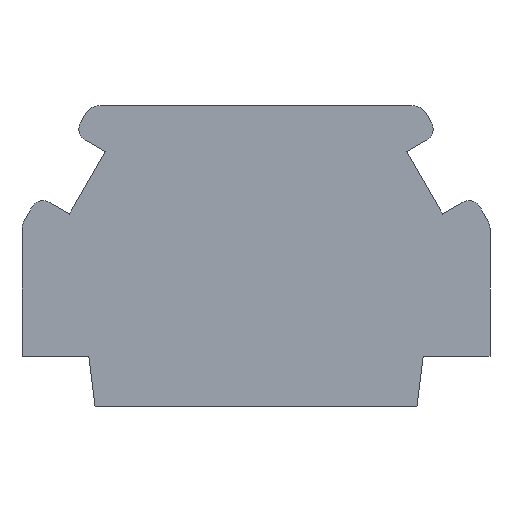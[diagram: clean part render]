
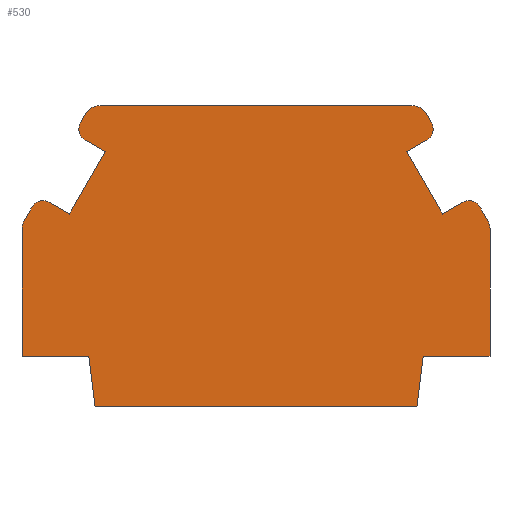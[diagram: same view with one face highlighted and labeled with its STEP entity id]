
A CAD part, front view. The second image highlights one B-rep face of the part: STEP entity #530.
In plain terms, the highlighted planar face has unit normal (0, -1, 0).
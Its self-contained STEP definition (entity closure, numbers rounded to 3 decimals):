
#28=CIRCLE('',#572,1.);
#29=CIRCLE('',#573,0.75);
#30=CIRCLE('',#574,0.75);
#31=CIRCLE('',#575,1.);
#32=CIRCLE('',#576,1.);
#33=CIRCLE('',#577,0.75);
#34=CIRCLE('',#578,0.75);
#35=CIRCLE('',#579,1.);
#44=ORIENTED_EDGE('',*,*,#200,.T.);
#45=ORIENTED_EDGE('',*,*,#201,.T.);
#46=ORIENTED_EDGE('',*,*,#202,.T.);
#47=ORIENTED_EDGE('',*,*,#203,.T.);
#48=ORIENTED_EDGE('',*,*,#204,.T.);
#49=ORIENTED_EDGE('',*,*,#205,.T.);
#50=ORIENTED_EDGE('',*,*,#206,.T.);
#51=ORIENTED_EDGE('',*,*,#207,.T.);
#52=ORIENTED_EDGE('',*,*,#208,.T.);
#53=ORIENTED_EDGE('',*,*,#209,.T.);
#54=ORIENTED_EDGE('',*,*,#210,.T.);
#55=ORIENTED_EDGE('',*,*,#211,.T.);
#56=ORIENTED_EDGE('',*,*,#212,.T.);
#57=ORIENTED_EDGE('',*,*,#213,.T.);
#58=ORIENTED_EDGE('',*,*,#214,.T.);
#59=ORIENTED_EDGE('',*,*,#215,.T.);
#60=ORIENTED_EDGE('',*,*,#216,.T.);
#61=ORIENTED_EDGE('',*,*,#217,.T.);
#62=ORIENTED_EDGE('',*,*,#218,.T.);
#63=ORIENTED_EDGE('',*,*,#219,.T.);
#64=ORIENTED_EDGE('',*,*,#220,.T.);
#65=ORIENTED_EDGE('',*,*,#221,.T.);
#66=ORIENTED_EDGE('',*,*,#222,.T.);
#67=ORIENTED_EDGE('',*,*,#223,.T.);
#68=ORIENTED_EDGE('',*,*,#224,.T.);
#69=ORIENTED_EDGE('',*,*,#225,.T.);
#200=EDGE_CURVE('',#278,#279,#330,.F.);
#201=EDGE_CURVE('',#279,#280,#28,.T.);
#202=EDGE_CURVE('',#280,#281,#331,.T.);
#203=EDGE_CURVE('',#281,#282,#29,.T.);
#204=EDGE_CURVE('',#282,#283,#332,.T.);
#205=EDGE_CURVE('',#283,#284,#333,.T.);
#206=EDGE_CURVE('',#284,#285,#334,.T.);
#207=EDGE_CURVE('',#285,#286,#30,.T.);
#208=EDGE_CURVE('',#286,#287,#335,.T.);
#209=EDGE_CURVE('',#287,#288,#31,.T.);
#210=EDGE_CURVE('',#288,#289,#336,.T.);
#211=EDGE_CURVE('',#289,#290,#337,.T.);
#212=EDGE_CURVE('',#290,#291,#338,.T.);
#213=EDGE_CURVE('',#291,#292,#339,.T.);
#214=EDGE_CURVE('',#292,#293,#340,.T.);
#215=EDGE_CURVE('',#293,#294,#341,.T.);
#216=EDGE_CURVE('',#294,#295,#342,.T.);
#217=EDGE_CURVE('',#295,#296,#32,.T.);
#218=EDGE_CURVE('',#296,#297,#343,.T.);
#219=EDGE_CURVE('',#297,#298,#33,.T.);
#220=EDGE_CURVE('',#298,#299,#344,.T.);
#221=EDGE_CURVE('',#299,#300,#345,.T.);
#222=EDGE_CURVE('',#300,#301,#346,.T.);
#223=EDGE_CURVE('',#301,#302,#34,.T.);
#224=EDGE_CURVE('',#302,#303,#347,.T.);
#225=EDGE_CURVE('',#303,#278,#35,.T.);
#278=VERTEX_POINT('',#770);
#279=VERTEX_POINT('',#771);
#280=VERTEX_POINT('',#773);
#281=VERTEX_POINT('',#775);
#282=VERTEX_POINT('',#777);
#283=VERTEX_POINT('',#779);
#284=VERTEX_POINT('',#781);
#285=VERTEX_POINT('',#783);
#286=VERTEX_POINT('',#785);
#287=VERTEX_POINT('',#787);
#288=VERTEX_POINT('',#789);
#289=VERTEX_POINT('',#791);
#290=VERTEX_POINT('',#793);
#291=VERTEX_POINT('',#795);
#292=VERTEX_POINT('',#797);
#293=VERTEX_POINT('',#799);
#294=VERTEX_POINT('',#801);
#295=VERTEX_POINT('',#803);
#296=VERTEX_POINT('',#805);
#297=VERTEX_POINT('',#807);
#298=VERTEX_POINT('',#809);
#299=VERTEX_POINT('',#811);
#300=VERTEX_POINT('',#813);
#301=VERTEX_POINT('',#815);
#302=VERTEX_POINT('',#817);
#303=VERTEX_POINT('',#819);
#330=LINE('',#769,#392);
#331=LINE('',#774,#393);
#332=LINE('',#778,#394);
#333=LINE('',#780,#395);
#334=LINE('',#782,#396);
#335=LINE('',#786,#397);
#336=LINE('',#790,#398);
#337=LINE('',#792,#399);
#338=LINE('',#794,#400);
#339=LINE('',#796,#401);
#340=LINE('',#798,#402);
#341=LINE('',#800,#403);
#342=LINE('',#802,#404);
#343=LINE('',#806,#405);
#344=LINE('',#810,#406);
#345=LINE('',#812,#407);
#346=LINE('',#814,#408);
#347=LINE('',#818,#409);
#392=VECTOR('',#619,1000.);
#393=VECTOR('',#622,1000.);
#394=VECTOR('',#625,1000.);
#395=VECTOR('',#626,1000.);
#396=VECTOR('',#627,1000.);
#397=VECTOR('',#630,1000.);
#398=VECTOR('',#633,1000.);
#399=VECTOR('',#634,1000.);
#400=VECTOR('',#635,1000.);
#401=VECTOR('',#636,1000.);
#402=VECTOR('',#637,1000.);
#403=VECTOR('',#638,1000.);
#404=VECTOR('',#639,1000.);
#405=VECTOR('',#642,1000.);
#406=VECTOR('',#645,1000.);
#407=VECTOR('',#646,1000.);
#408=VECTOR('',#647,1000.);
#409=VECTOR('',#650,1000.);
#454=EDGE_LOOP('',(#44,#45,#46,#47,#48,#49,#50,#51,#52,#53,#54,#55,#56,
#57,#58,#59,#60,#61,#62,#63,#64,#65,#66,#67,#68,#69));
#482=FACE_BOUND('',#454,.T.);
#510=PLANE('',#571);
#530=ADVANCED_FACE('',(#482),#510,.T.);
#571=AXIS2_PLACEMENT_3D('',#768,#617,#618);
#572=AXIS2_PLACEMENT_3D('',#772,#620,#621);
#573=AXIS2_PLACEMENT_3D('',#776,#623,#624);
#574=AXIS2_PLACEMENT_3D('',#784,#628,#629);
#575=AXIS2_PLACEMENT_3D('',#788,#631,#632);
#576=AXIS2_PLACEMENT_3D('',#804,#640,#641);
#577=AXIS2_PLACEMENT_3D('',#808,#643,#644);
#578=AXIS2_PLACEMENT_3D('',#816,#648,#649);
#579=AXIS2_PLACEMENT_3D('',#820,#651,#652);
#617=DIRECTION('',(0.,-1.,0.));
#618=DIRECTION('',(0.,0.,-1.));
#619=DIRECTION('',(1.,0.,0.));
#620=DIRECTION('',(0.,-1.,0.));
#621=DIRECTION('',(0.,0.,-1.));
#622=DIRECTION('',(-0.5,0.,-0.866));
#623=DIRECTION('',(0.,-1.,0.));
#624=DIRECTION('',(0.,0.,-1.));
#625=DIRECTION('',(0.866,0.,-0.5));
#626=DIRECTION('',(-0.5,0.,-0.866));
#627=DIRECTION('',(-0.866,0.,0.5));
#628=DIRECTION('',(0.,-1.,0.));
#629=DIRECTION('',(0.,0.,-1.));
#630=DIRECTION('',(-0.5,0.,-0.866));
#631=DIRECTION('',(0.,-1.,0.));
#632=DIRECTION('',(0.,0.,-1.));
#633=DIRECTION('',(0.,0.,-1.));
#634=DIRECTION('',(1.,0.,0.));
#635=DIRECTION('',(0.122,0.,-0.993));
#636=DIRECTION('',(1.,0.,0.));
#637=DIRECTION('',(0.122,0.,0.993));
#638=DIRECTION('',(1.,0.,0.));
#639=DIRECTION('',(0.,0.,1.));
#640=DIRECTION('',(0.,-1.,0.));
#641=DIRECTION('',(0.,0.,-1.));
#642=DIRECTION('',(-0.5,0.,0.866));
#643=DIRECTION('',(0.,-1.,0.));
#644=DIRECTION('',(0.,0.,-1.));
#645=DIRECTION('',(-0.866,0.,-0.5));
#646=DIRECTION('',(-0.5,0.,0.866));
#647=DIRECTION('',(0.866,0.,0.5));
#648=DIRECTION('',(0.,-1.,0.));
#649=DIRECTION('',(0.,0.,-1.));
#650=DIRECTION('',(-0.5,0.,0.866));
#651=DIRECTION('',(0.,-1.,0.));
#652=DIRECTION('',(0.,0.,-1.));
#768=CARTESIAN_POINT('',(0.,0.,0.));
#769=CARTESIAN_POINT('',(9.9,0.,12.7));
#770=CARTESIAN_POINT('',(9.323,0.,12.7));
#771=CARTESIAN_POINT('',(-9.323,0.,12.7));
#772=CARTESIAN_POINT('',(-9.323,0.,11.7));
#773=CARTESIAN_POINT('',(-10.189,0.,12.2));
#774=CARTESIAN_POINT('',(-10.875,0.,11.011));
#775=CARTESIAN_POINT('',(-10.5,0.,11.661));
#776=CARTESIAN_POINT('',(-9.85,0.,11.286));
#777=CARTESIAN_POINT('',(-10.225,0.,10.636));
#778=CARTESIAN_POINT('',(-9.99,0.,10.5));
#779=CARTESIAN_POINT('',(-9.013,0.,9.936));
#780=CARTESIAN_POINT('',(-11.388,0.,5.823));
#781=CARTESIAN_POINT('',(-11.163,0.,6.212));
#782=CARTESIAN_POINT('',(-13.025,0.,7.287));
#783=CARTESIAN_POINT('',(-12.375,0.,6.912));
#784=CARTESIAN_POINT('',(-12.75,0.,6.263));
#785=CARTESIAN_POINT('',(-13.4,0.,6.638));
#786=CARTESIAN_POINT('',(-14.,0.,5.599));
#787=CARTESIAN_POINT('',(-13.866,0.,5.831));
#788=CARTESIAN_POINT('',(-13.,0.,5.331));
#789=CARTESIAN_POINT('',(-14.,0.,5.331));
#790=CARTESIAN_POINT('',(-14.,0.,5.599));
#791=CARTESIAN_POINT('',(-14.,0.,-2.3));
#792=CARTESIAN_POINT('',(-14.,0.,-2.3));
#793=CARTESIAN_POINT('',(-10.,0.,-2.3));
#794=CARTESIAN_POINT('',(-10.,0.,-2.3));
#795=CARTESIAN_POINT('',(-9.632,0.,-5.3));
#796=CARTESIAN_POINT('',(-9.632,0.,-5.3));
#797=CARTESIAN_POINT('',(9.632,0.,-5.3));
#798=CARTESIAN_POINT('',(9.632,0.,-5.3));
#799=CARTESIAN_POINT('',(10.,0.,-2.3));
#800=CARTESIAN_POINT('',(14.,0.,-2.3));
#801=CARTESIAN_POINT('',(14.,0.,-2.3));
#802=CARTESIAN_POINT('',(14.,0.,5.599));
#803=CARTESIAN_POINT('',(14.,0.,5.331));
#804=CARTESIAN_POINT('',(13.,0.,5.331));
#805=CARTESIAN_POINT('',(13.866,0.,5.831));
#806=CARTESIAN_POINT('',(14.,0.,5.599));
#807=CARTESIAN_POINT('',(13.4,0.,6.638));
#808=CARTESIAN_POINT('',(12.75,0.,6.263));
#809=CARTESIAN_POINT('',(12.375,0.,6.912));
#810=CARTESIAN_POINT('',(13.025,0.,7.287));
#811=CARTESIAN_POINT('',(11.163,0.,6.212));
#812=CARTESIAN_POINT('',(11.388,0.,5.823));
#813=CARTESIAN_POINT('',(9.013,0.,9.936));
#814=CARTESIAN_POINT('',(9.99,0.,10.5));
#815=CARTESIAN_POINT('',(10.225,0.,10.636));
#816=CARTESIAN_POINT('',(9.85,0.,11.286));
#817=CARTESIAN_POINT('',(10.5,0.,11.661));
#818=CARTESIAN_POINT('',(10.875,0.,11.011));
#819=CARTESIAN_POINT('',(10.189,0.,12.2));
#820=CARTESIAN_POINT('',(9.323,0.,11.7));
